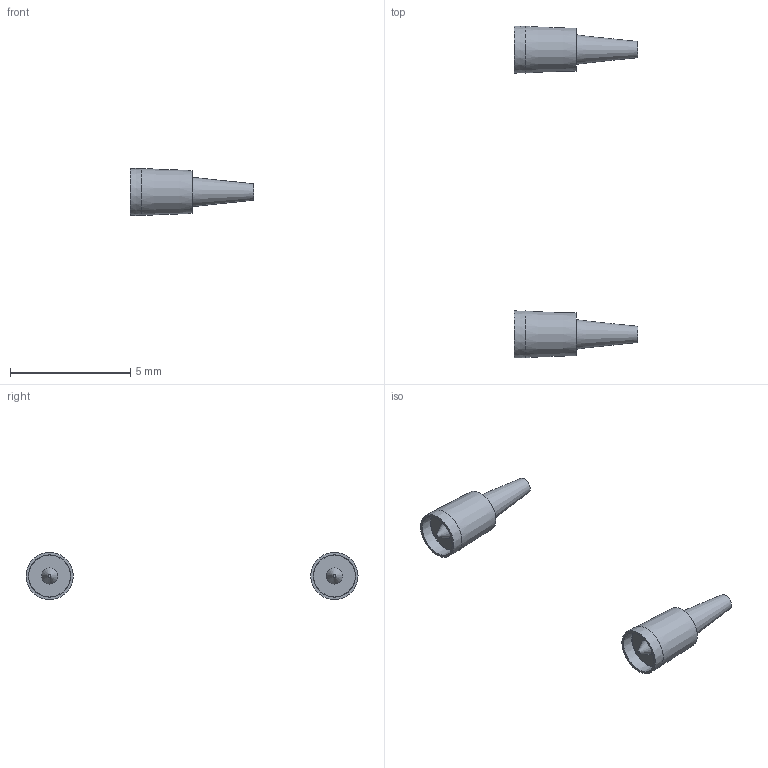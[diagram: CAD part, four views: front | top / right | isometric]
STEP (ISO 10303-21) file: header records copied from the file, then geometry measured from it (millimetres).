
FILE_DESCRIPTION(('Open CASCADE Model'),'2;1');
FILE_NAME('Open CASCADE Shape Model','2021-05-31T00:29:23',('Author'),( 'Open CASCADE'),'ParaPy 1.7.0 - Open CASCADE STEP processor 7.3', 'ParaPy 1.7.0 - Open CASCADE 7.3','Unknown');
FILE_SCHEMA(('AUTOMOTIVE_DESIGN { 1 0 10303 214 1 1 1 1 }'));
Length unit declared in the file: millimetre
Products named in the file (10): spinner; fan; core; nozzle; bypass
Bounding box: 5.13 x 13.81 x 1.96 mm (x, y, z)
Volume: 11.9 mm3; surface area: 111.1 mm2
Topology: 10 solids, 10 shells, 36 faces, 44 edges, 28 vertices
Faces by surface type: plane 20, cone 12, cylinder 4
Full cylindrical faces by diameter (mm): 1.228 x2, 1.763 x2
Entity records: 1484 total; most frequent: DIRECTION 230, CARTESIAN_POINT 201, ORIENTED_EDGE 88, PCURVE 88, DEFINITIONAL_REPRESENTATION 88, LINE 76, VECTOR 76, AXIS2_PLACEMENT_3D 65
